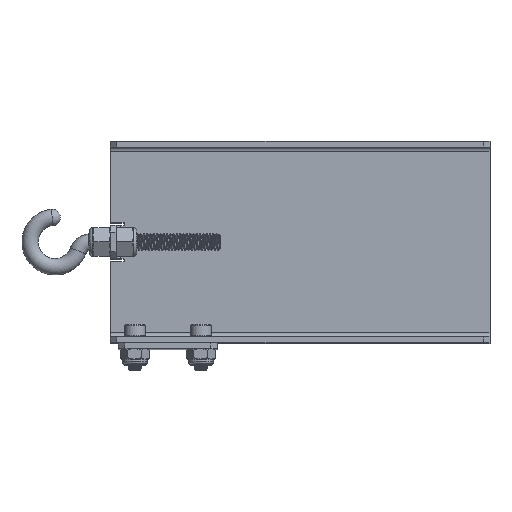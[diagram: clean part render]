
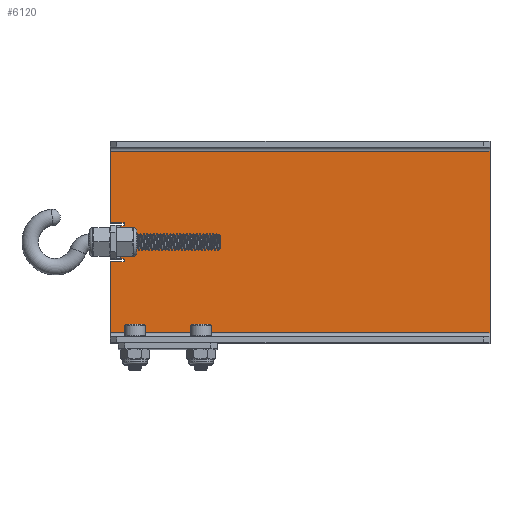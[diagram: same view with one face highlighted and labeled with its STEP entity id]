
A CAD part, top view. The second image highlights one B-rep face of the part: STEP entity #6120.
In plain terms, the highlighted planar face has unit normal (0, 0, 1).
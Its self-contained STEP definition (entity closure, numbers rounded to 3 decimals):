
#409=LINE('',#9393,#676);
#410=LINE('',#9395,#677);
#411=LINE('',#9397,#678);
#412=LINE('',#9399,#679);
#413=LINE('',#9401,#680);
#414=LINE('',#9403,#681);
#415=LINE('',#9405,#682);
#416=LINE('',#9409,#683);
#417=LINE('',#9411,#684);
#418=LINE('',#9412,#685);
#676=VECTOR('',#7471,4.953);
#677=VECTOR('',#7472,27.432);
#678=VECTOR('',#7473,146.05);
#679=VECTOR('',#7474,69.85);
#680=VECTOR('',#7475,146.05);
#681=VECTOR('',#7476,27.432);
#682=VECTOR('',#7477,4.953);
#683=VECTOR('',#7480,1.143);
#684=VECTOR('',#7481,12.7);
#685=VECTOR('',#7482,1.143);
#943=PLANE('',#6593);
#1327=FACE_OUTER_BOUND('',#1770,.T.);
#1770=EDGE_LOOP('',(#4283,#4284,#4285,#4286,#4287,#4288,#4289,#4290,#4291,
#4292,#4293,#4294));
#2403=CIRCLE('',#6594,0.572);
#2404=CIRCLE('',#6595,0.572);
#2806=VERTEX_POINT('',#9389);
#2807=VERTEX_POINT('',#9390);
#2808=VERTEX_POINT('',#9392);
#2809=VERTEX_POINT('',#9394);
#2810=VERTEX_POINT('',#9396);
#2811=VERTEX_POINT('',#9398);
#2812=VERTEX_POINT('',#9400);
#2813=VERTEX_POINT('',#9402);
#2814=VERTEX_POINT('',#9404);
#2815=VERTEX_POINT('',#9406);
#2816=VERTEX_POINT('',#9408);
#2817=VERTEX_POINT('',#9410);
#3409=EDGE_CURVE('',#2806,#2807,#2403,.T.);
#3410=EDGE_CURVE('',#2808,#2806,#409,.T.);
#3411=EDGE_CURVE('',#2808,#2809,#410,.T.);
#3412=EDGE_CURVE('',#2810,#2809,#411,.T.);
#3413=EDGE_CURVE('',#2810,#2811,#412,.T.);
#3414=EDGE_CURVE('',#2812,#2811,#413,.T.);
#3415=EDGE_CURVE('',#2812,#2813,#414,.T.);
#3416=EDGE_CURVE('',#2814,#2813,#415,.T.);
#3417=EDGE_CURVE('',#2815,#2814,#2404,.T.);
#3418=EDGE_CURVE('',#2816,#2815,#416,.T.);
#3419=EDGE_CURVE('',#2817,#2816,#417,.T.);
#3420=EDGE_CURVE('',#2807,#2817,#418,.T.);
#4283=ORIENTED_EDGE('',*,*,#3409,.F.);
#4284=ORIENTED_EDGE('',*,*,#3410,.F.);
#4285=ORIENTED_EDGE('',*,*,#3411,.T.);
#4286=ORIENTED_EDGE('',*,*,#3412,.F.);
#4287=ORIENTED_EDGE('',*,*,#3413,.T.);
#4288=ORIENTED_EDGE('',*,*,#3414,.F.);
#4289=ORIENTED_EDGE('',*,*,#3415,.T.);
#4290=ORIENTED_EDGE('',*,*,#3416,.F.);
#4291=ORIENTED_EDGE('',*,*,#3417,.F.);
#4292=ORIENTED_EDGE('',*,*,#3418,.F.);
#4293=ORIENTED_EDGE('',*,*,#3419,.F.);
#4294=ORIENTED_EDGE('',*,*,#3420,.F.);
#6120=ADVANCED_FACE('',(#1327),#943,.T.);
#6593=AXIS2_PLACEMENT_3D('',#9388,#7467,#7468);
#6594=AXIS2_PLACEMENT_3D('',#9391,#7469,#7470);
#6595=AXIS2_PLACEMENT_3D('',#9407,#7478,#7479);
#7467=DIRECTION('center_axis',(0.,0.,1.));
#7468=DIRECTION('ref_axis',(1.,0.,0.));
#7469=DIRECTION('center_axis',(0.,0.,1.));
#7470=DIRECTION('ref_axis',(1.,0.,0.));
#7471=DIRECTION('',(1.,0.,0.));
#7472=DIRECTION('',(0.,-1.,0.));
#7473=DIRECTION('',(-1.,0.,0.));
#7474=DIRECTION('',(0.,1.,0.));
#7475=DIRECTION('',(1.,0.,0.));
#7476=DIRECTION('',(0.,-1.,0.));
#7477=DIRECTION('',(-1.,0.,0.));
#7478=DIRECTION('center_axis',(0.,0.,1.));
#7479=DIRECTION('ref_axis',(1.,0.,0.));
#7480=DIRECTION('',(1.,0.,0.));
#7481=DIRECTION('',(0.,1.,0.));
#7482=DIRECTION('',(-1.,0.,0.));
#9388=CARTESIAN_POINT('Origin',(-9.899,14.727,58.377));
#9389=CARTESIAN_POINT('',(-1.151,45.969,58.377));
#9390=CARTESIAN_POINT('',(-1.151,47.112,58.377));
#9391=CARTESIAN_POINT('Origin',(-1.151,46.541,58.377));
#9392=CARTESIAN_POINT('',(-6.104,45.969,58.377));
#9393=CARTESIAN_POINT('',(-6.104,45.969,58.377));
#9394=CARTESIAN_POINT('',(-6.104,18.537,58.377));
#9395=CARTESIAN_POINT('',(-6.104,14.727,58.377));
#9396=CARTESIAN_POINT('',(139.946,18.537,58.377));
#9397=CARTESIAN_POINT('',(142.501,18.537,58.377));
#9398=CARTESIAN_POINT('',(139.946,88.387,58.377));
#9399=CARTESIAN_POINT('',(139.946,14.727,58.377));
#9400=CARTESIAN_POINT('',(-6.104,88.387,58.377));
#9401=CARTESIAN_POINT('',(-9.899,88.387,58.377));
#9402=CARTESIAN_POINT('',(-6.104,60.955,58.377));
#9403=CARTESIAN_POINT('',(-6.104,14.727,58.377));
#9404=CARTESIAN_POINT('',(-1.151,60.955,58.377));
#9405=CARTESIAN_POINT('',(-1.151,60.955,58.377));
#9406=CARTESIAN_POINT('',(-1.151,59.812,58.377));
#9407=CARTESIAN_POINT('Origin',(-1.151,60.384,58.377));
#9408=CARTESIAN_POINT('',(-2.294,59.812,58.377));
#9409=CARTESIAN_POINT('',(-2.294,59.812,58.377));
#9410=CARTESIAN_POINT('',(-2.294,47.112,58.377));
#9411=CARTESIAN_POINT('',(-2.294,47.112,58.377));
#9412=CARTESIAN_POINT('',(-1.151,47.112,58.377));
